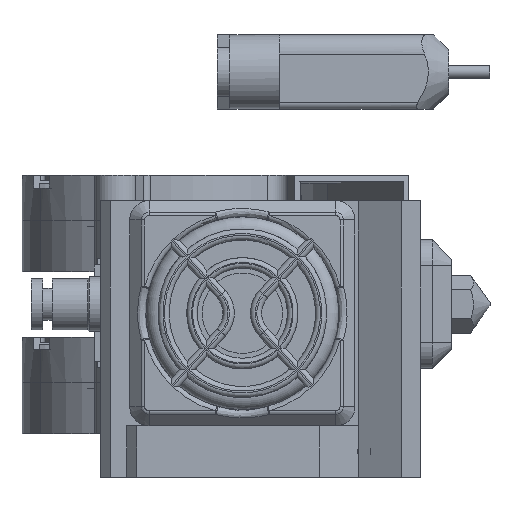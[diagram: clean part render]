
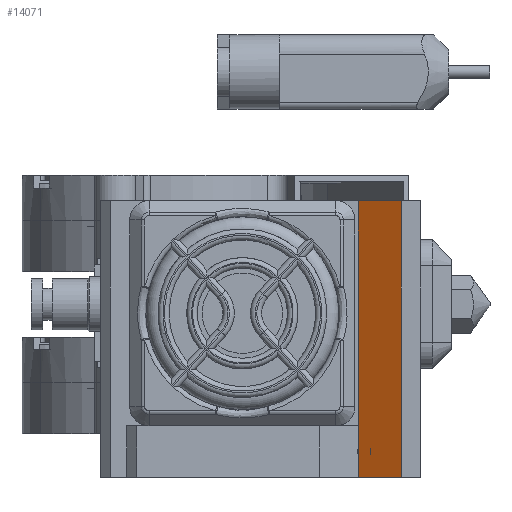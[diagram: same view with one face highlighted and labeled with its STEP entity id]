
A CAD part, left-side view. The second image highlights one B-rep face of the part: STEP entity #14071.
In plain terms, the highlighted planar face has unit normal (-0.866, 0.5, 0).
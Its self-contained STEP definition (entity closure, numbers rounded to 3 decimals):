
#2087=FACE_OUTER_BOUND('',#3006,.T.);
#3006=EDGE_LOOP('',(#11199,#11200,#11201,#11202,#11203));
#4064=LINE('',#23468,#5177);
#4098=LINE('',#23564,#5211);
#4101=LINE('',#23573,#5214);
#4105=LINE('',#23581,#5218);
#4115=LINE('',#23604,#5228);
#5177=VECTOR('',#18323,10.);
#5211=VECTOR('',#18419,10.);
#5214=VECTOR('',#18428,10.);
#5218=VECTOR('',#18434,10.);
#5228=VECTOR('',#18456,10.);
#6294=VERTEX_POINT('',#23465);
#6295=VERTEX_POINT('',#23467);
#6326=VERTEX_POINT('',#23562);
#6329=VERTEX_POINT('',#23572);
#6332=VERTEX_POINT('',#23580);
#7992=EDGE_CURVE('',#6294,#6295,#4064,.T.);
#8040=EDGE_CURVE('',#6326,#6294,#4098,.T.);
#8044=EDGE_CURVE('',#6295,#6329,#4101,.T.);
#8048=EDGE_CURVE('',#6332,#6326,#4105,.T.);
#8061=EDGE_CURVE('',#6332,#6329,#4115,.T.);
#11199=ORIENTED_EDGE('',*,*,#8048,.F.);
#11200=ORIENTED_EDGE('',*,*,#8061,.T.);
#11201=ORIENTED_EDGE('',*,*,#8044,.F.);
#11202=ORIENTED_EDGE('',*,*,#7992,.F.);
#11203=ORIENTED_EDGE('',*,*,#8040,.F.);
#13465=PLANE('',#15315);
#14071=ADVANCED_FACE('',(#2087),#13465,.T.);
#15315=AXIS2_PLACEMENT_3D('',#23603,#18454,#18455);
#18323=DIRECTION('',(0.,0.,1.));
#18419=DIRECTION('',(0.,0.,1.));
#18428=DIRECTION('',(-0.5,-0.866,0.));
#18434=DIRECTION('',(0.5,0.866,0.));
#18454=DIRECTION('center_axis',(-0.866,0.5,0.));
#18455=DIRECTION('ref_axis',(0.5,0.866,0.));
#18456=DIRECTION('',(0.,0.,1.));
#23465=CARTESIAN_POINT('',(-20.817,-10.,8.));
#23467=CARTESIAN_POINT('',(-20.817,-10.,42.966));
#23468=CARTESIAN_POINT('',(-20.817,-10.,39.366));
#23562=CARTESIAN_POINT('',(-20.817,-10.,0.));
#23564=CARTESIAN_POINT('',(-20.817,-10.,39.366));
#23572=CARTESIAN_POINT('',(-24.693,-16.713,42.966));
#23573=CARTESIAN_POINT('',(-21.288,-10.817,42.966));
#23580=CARTESIAN_POINT('',(-24.693,-16.713,0.));
#23581=CARTESIAN_POINT('',(-21.288,-10.817,0.));
#23603=CARTESIAN_POINT('Origin',(-24.693,-16.713,39.366));
#23604=CARTESIAN_POINT('',(-24.693,-16.713,39.366));
